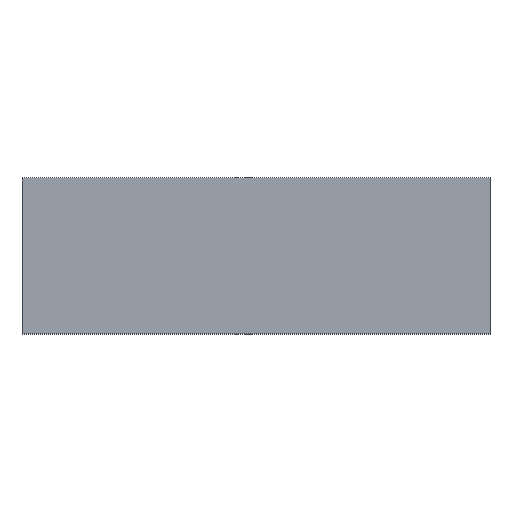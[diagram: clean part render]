
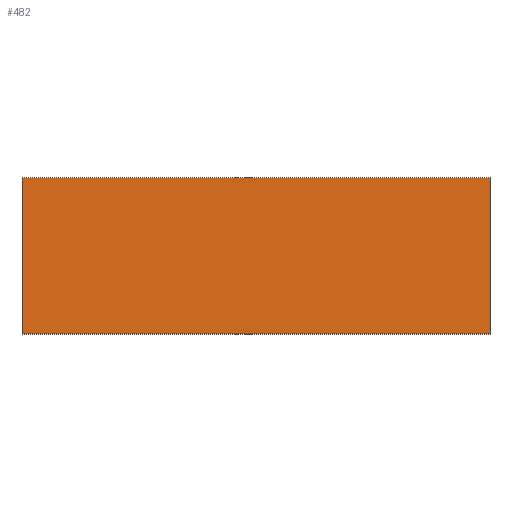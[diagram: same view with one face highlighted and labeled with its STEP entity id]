
A CAD part, top view. The second image highlights one B-rep face of the part: STEP entity #482.
In plain terms, the highlighted planar face has unit normal (0, 0, 1).
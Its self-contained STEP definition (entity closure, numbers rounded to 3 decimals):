
#353 = VERTEX_POINT('',#354);
#354 = CARTESIAN_POINT('',(-22.5,-7.5,1.8));
#369 = VERTEX_POINT('',#370);
#370 = CARTESIAN_POINT('',(-22.5,7.5,1.8));
#376 = EDGE_CURVE('',#353,#369,#377,.T.);
#377 = LINE('',#378,#379);
#378 = CARTESIAN_POINT('',(-22.5,-7.5,1.8));
#379 = VECTOR('',#380,1.);
#380 = DIRECTION('',(0.,1.,0.));
#393 = VERTEX_POINT('',#394);
#394 = CARTESIAN_POINT('',(22.5,-7.5,1.8));
#409 = VERTEX_POINT('',#410);
#410 = CARTESIAN_POINT('',(22.5,7.5,1.8));
#416 = EDGE_CURVE('',#393,#409,#417,.T.);
#417 = LINE('',#418,#419);
#418 = CARTESIAN_POINT('',(22.5,-7.5,1.8));
#419 = VECTOR('',#420,1.);
#420 = DIRECTION('',(0.,1.,0.));
#437 = EDGE_CURVE('',#353,#393,#438,.T.);
#438 = LINE('',#439,#440);
#439 = CARTESIAN_POINT('',(-22.5,-7.5,1.8));
#440 = VECTOR('',#441,1.);
#441 = DIRECTION('',(1.,0.,0.));
#459 = EDGE_CURVE('',#369,#409,#460,.T.);
#460 = LINE('',#461,#462);
#461 = CARTESIAN_POINT('',(-22.5,7.5,1.8));
#462 = VECTOR('',#463,1.);
#463 = DIRECTION('',(1.,0.,0.));
#482 = ADVANCED_FACE('',(#483),#489,.T.);
#483 = FACE_BOUND('',#484,.T.);
#484 = EDGE_LOOP('',(#485,#486,#487,#488));
#485 = ORIENTED_EDGE('',*,*,#376,.F.);
#486 = ORIENTED_EDGE('',*,*,#437,.T.);
#487 = ORIENTED_EDGE('',*,*,#416,.T.);
#488 = ORIENTED_EDGE('',*,*,#459,.F.);
#489 = PLANE('',#490);
#490 = AXIS2_PLACEMENT_3D('',#491,#492,#493);
#491 = CARTESIAN_POINT('',(-22.5,-7.5,1.8));
#492 = DIRECTION('',(0.,0.,1.));
#493 = DIRECTION('',(1.,0.,-0.));
